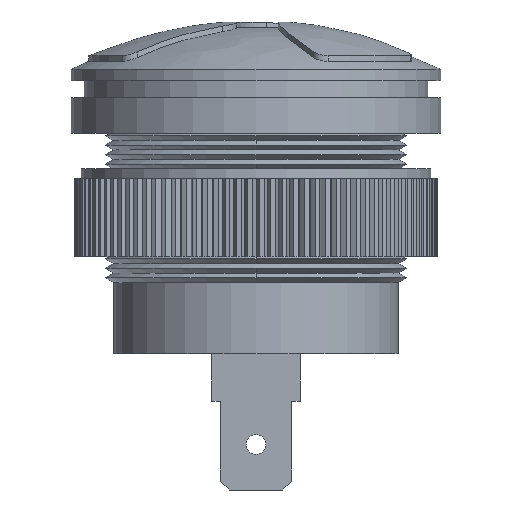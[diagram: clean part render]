
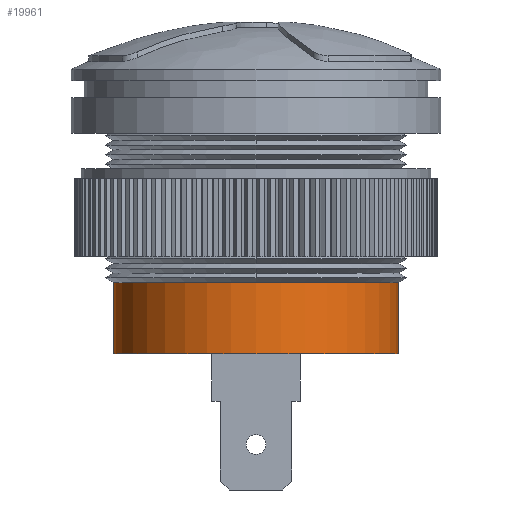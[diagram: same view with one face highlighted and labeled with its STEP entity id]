
A CAD part, front view. The second image highlights one B-rep face of the part: STEP entity #19961.
In plain terms, the highlighted cylindrical face has radius 12.7 mm (diameter 25.4 mm), a partial arc.
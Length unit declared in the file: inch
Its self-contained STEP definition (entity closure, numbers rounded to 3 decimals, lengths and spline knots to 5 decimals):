
#2048 = DIRECTION ( 'NONE',  ( 1., 0., 0. ) ) ;
#2524 = DIRECTION ( 'NONE',  ( 0., 0., -1. ) ) ;
#2608 = CARTESIAN_POINT ( 'NONE',  ( 0., 0., 0.25 ) ) ;
#3331 = EDGE_LOOP ( 'NONE', ( #11926, #12794, #11916, #11918 ) ) ;
#6249 = AXIS2_PLACEMENT_3D ( 'NONE', #18938, #18967, #18968 ) ;
#10025 = VERTEX_POINT ( 'NONE', #16414 ) ;
#10191 = VERTEX_POINT ( 'NONE', #16824 ) ;
#10195 = VERTEX_POINT ( 'NONE', #16834 ) ;
#10304 = VERTEX_POINT ( 'NONE', #10745 ) ;
#10745 = CARTESIAN_POINT ( 'NONE',  ( -0.5, 0., 0. ) ) ;
#11916 = ORIENTED_EDGE ( 'NONE', *, *, #12878, .T. ) ;
#11918 = ORIENTED_EDGE ( 'NONE', *, *, #14399, .T. ) ;
#11926 = ORIENTED_EDGE ( 'NONE', *, *, #12876, .F. ) ;
#12794 = ORIENTED_EDGE ( 'NONE', *, *, #12965, .T. ) ;
#12876 = EDGE_CURVE ( 'NONE', #10304, #10025, #21339, .T. ) ;
#12878 = EDGE_CURVE ( 'NONE', #10195, #10191, #21344, .T. ) ;
#12965 = EDGE_CURVE ( 'NONE', #10304, #10195, #15344, .T. ) ;
#14399 = EDGE_CURVE ( 'NONE', #10191, #10025, #14660, .T. ) ;
#14657 = AXIS2_PLACEMENT_3D ( 'NONE', #2608, #2524, #2048 ) ;
#14660 = CIRCLE ( 'NONE', #14657, 0.5 ) ;
#15337 = AXIS2_PLACEMENT_3D ( 'NONE', #20496, #20498, #20500 ) ;
#15344 = CIRCLE ( 'NONE', #15337, 0.5 ) ;
#15451 = VECTOR ( 'NONE', #21394, 39.37008 ) ;
#15455 = VECTOR ( 'NONE', #21334, 39.37008 ) ;
#16414 = CARTESIAN_POINT ( 'NONE',  ( -0.5, 0., 0.25 ) ) ;
#16824 = CARTESIAN_POINT ( 'NONE',  ( 0.5, 0., 0.25 ) ) ;
#16834 = CARTESIAN_POINT ( 'NONE',  ( 0.5, 0., 0. ) ) ;
#18938 = CARTESIAN_POINT ( 'NONE',  ( 0., 0., 0. ) ) ;
#18954 = CYLINDRICAL_SURFACE ( 'NONE', #6249, 0.5 ) ;
#18955 = FACE_OUTER_BOUND ( 'NONE', #3331, .T. ) ;
#18967 = DIRECTION ( 'NONE',  ( 0., 0., 1. ) ) ;
#18968 = DIRECTION ( 'NONE',  ( 1., 0., 0. ) ) ;
#19961 = ADVANCED_FACE ( 'NONE', ( #18955 ), #18954, .T. ) ;
#20496 = CARTESIAN_POINT ( 'NONE',  ( 0., 0., 0. ) ) ;
#20498 = DIRECTION ( 'NONE',  ( 0., 0., 1. ) ) ;
#20500 = DIRECTION ( 'NONE',  ( 1., 0., 0. ) ) ;
#21334 = DIRECTION ( 'NONE',  ( 0., 0., 1. ) ) ;
#21339 = LINE ( 'NONE', #21350, #15455 ) ;
#21341 = CARTESIAN_POINT ( 'NONE',  ( 0.5, 0., 0. ) ) ;
#21344 = LINE ( 'NONE', #21341, #15451 ) ;
#21350 = CARTESIAN_POINT ( 'NONE',  ( -0.5, 0., 0. ) ) ;
#21394 = DIRECTION ( 'NONE',  ( 0., 0., 1. ) ) ;
